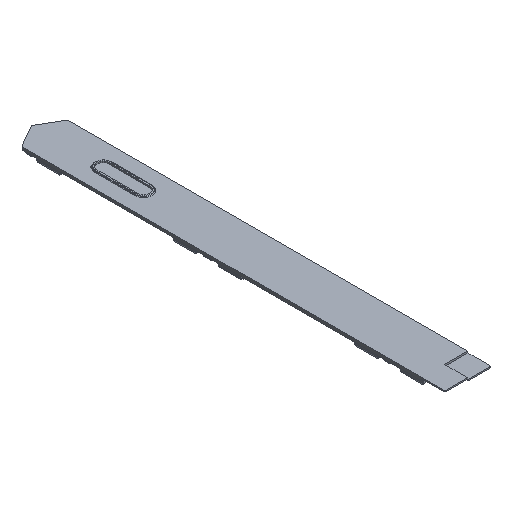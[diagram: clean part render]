
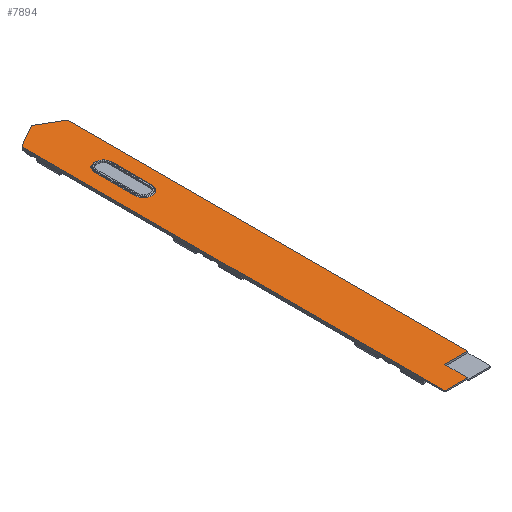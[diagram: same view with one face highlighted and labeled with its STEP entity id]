
A CAD part, isometric view. The second image highlights one B-rep face of the part: STEP entity #7894.
In plain terms, the highlighted planar face has unit normal (0, 0, 1).
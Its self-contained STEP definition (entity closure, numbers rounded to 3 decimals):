
#1 = CARTESIAN_POINT ( 'NONE',  ( 29.908, -68.108, 0.45 ) ) ;
#46 = DIRECTION ( 'NONE',  ( 0., 0., -1. ) ) ;
#181 = ORIENTED_EDGE ( 'NONE', *, *, #2969, .T. ) ;
#229 = DIRECTION ( 'NONE',  ( 0., -1., 0. ) ) ;
#510 = CIRCLE ( 'NONE', #12712, 3.054 ) ;
#832 = DIRECTION ( 'NONE',  ( 0., -1., 0. ) ) ;
#842 = VERTEX_POINT ( 'NONE', #10587 ) ;
#1199 = CARTESIAN_POINT ( 'NONE',  ( 21.783, -78.344, 0.45 ) ) ;
#1257 = DIRECTION ( 'NONE',  ( 0., -1., 0. ) ) ;
#1278 = CARTESIAN_POINT ( 'NONE',  ( 29.908, -68.108, 0.45 ) ) ;
#1355 = LINE ( 'NONE', #2299, #6706 ) ;
#1397 = CARTESIAN_POINT ( 'NONE',  ( 24.936, 37.011, 0.45 ) ) ;
#1464 = VERTEX_POINT ( 'NONE', #11907 ) ;
#1526 = CIRCLE ( 'NONE', #3775, 0.5 ) ;
#1555 = CIRCLE ( 'NONE', #5440, 3.054 ) ;
#1777 = VERTEX_POINT ( 'NONE', #5591 ) ;
#1857 = CARTESIAN_POINT ( 'NONE',  ( 29.908, -76.108, 0.45 ) ) ;
#1964 = CARTESIAN_POINT ( 'NONE',  ( 21.883, 75.581, 0.45 ) ) ;
#1993 = CIRCLE ( 'NONE', #12510, 3.054 ) ;
#2216 = VERTEX_POINT ( 'NONE', #9120 ) ;
#2290 = VECTOR ( 'NONE', #12571, 1000. ) ;
#2299 = CARTESIAN_POINT ( 'NONE',  ( 18.829, -72.108, 0.45 ) ) ;
#2356 = CIRCLE ( 'NONE', #3155, 0.5 ) ;
#2358 = DIRECTION ( 'NONE',  ( 0., -1., 0. ) ) ;
#2364 = DIRECTION ( 'NONE',  ( -1., 0., 0. ) ) ;
#2387 = ORIENTED_EDGE ( 'NONE', *, *, #3467, .T. ) ;
#2562 = CARTESIAN_POINT ( 'NONE',  ( 29.908, 71.236, 0.45 ) ) ;
#2718 = VERTEX_POINT ( 'NONE', #5197 ) ;
#2775 = VECTOR ( 'NONE', #14281, 1000. ) ;
#2909 = DIRECTION ( 'NONE',  ( 0., 0., -1. ) ) ;
#2969 = EDGE_CURVE ( 'NONE', #11454, #8072, #8658, .T. ) ;
#3013 = EDGE_CURVE ( 'NONE', #2718, #3052, #1993, .T. ) ;
#3052 = VERTEX_POINT ( 'NONE', #5429 ) ;
#3107 = DIRECTION ( 'NONE',  ( 0., -1., 0. ) ) ;
#3155 = AXIS2_PLACEMENT_3D ( 'NONE', #1964, #14834, #7850 ) ;
#3202 = PLANE ( 'NONE',  #5293 ) ;
#3245 = ORIENTED_EDGE ( 'NONE', *, *, #9930, .T. ) ;
#3467 = EDGE_CURVE ( 'NONE', #1777, #2216, #510, .T. ) ;
#3714 = VERTEX_POINT ( 'NONE', #1397 ) ;
#3764 = CIRCLE ( 'NONE', #4828, 0.5 ) ;
#3775 = AXIS2_PLACEMENT_3D ( 'NONE', #7055, #5980, #2358 ) ;
#3848 = VERTEX_POINT ( 'NONE', #14771 ) ;
#3865 = LINE ( 'NONE', #1199, #9784 ) ;
#3879 = ORIENTED_EDGE ( 'NONE', *, *, #13510, .T. ) ;
#4011 = ORIENTED_EDGE ( 'NONE', *, *, #6618, .T. ) ;
#4071 = LINE ( 'NONE', #10685, #2775 ) ;
#4113 = ORIENTED_EDGE ( 'NONE', *, *, #6419, .T. ) ;
#4114 = ORIENTED_EDGE ( 'NONE', *, *, #9837, .F. ) ;
#4118 = CIRCLE ( 'NONE', #12098, 0.5 ) ;
#4282 = CARTESIAN_POINT ( 'NONE',  ( 29.658, 71.669, 0.45 ) ) ;
#4510 = DIRECTION ( 'NONE',  ( 0., 0., -1. ) ) ;
#4557 = VERTEX_POINT ( 'NONE', #6680 ) ;
#4565 = CARTESIAN_POINT ( 'NONE',  ( 24.936, -72.108, 0.45 ) ) ;
#4764 = VECTOR ( 'NONE', #10354, 1000. ) ;
#4816 = EDGE_CURVE ( 'NONE', #8192, #3848, #8400, .T. ) ;
#4828 = AXIS2_PLACEMENT_3D ( 'NONE', #5898, #46, #7174 ) ;
#4982 = ORIENTED_EDGE ( 'NONE', *, *, #10993, .F. ) ;
#5197 = CARTESIAN_POINT ( 'NONE',  ( 18.829, 51.101, 0.45 ) ) ;
#5293 = AXIS2_PLACEMENT_3D ( 'NONE', #14816, #11452, #12634 ) ;
#5429 = CARTESIAN_POINT ( 'NONE',  ( 24.936, 51.101, 0.45 ) ) ;
#5440 = AXIS2_PLACEMENT_3D ( 'NONE', #6506, #2909, #7487 ) ;
#5591 = CARTESIAN_POINT ( 'NONE',  ( 21.883, 33.957, 0.45 ) ) ;
#5631 = EDGE_CURVE ( 'NONE', #14360, #15199, #3764, .T. ) ;
#5697 = CIRCLE ( 'NONE', #10478, 0.5 ) ;
#5898 = CARTESIAN_POINT ( 'NONE',  ( 14.358, 71.236, 0.45 ) ) ;
#5938 = FACE_OUTER_BOUND ( 'NONE', #8073, .T. ) ;
#5980 = DIRECTION ( 'NONE',  ( 0., 0., 1. ) ) ;
#6020 = CARTESIAN_POINT ( 'NONE',  ( 13.858, 71.525, 0.45 ) ) ;
#6185 = CARTESIAN_POINT ( 'NONE',  ( 14.358, -76.108, 0.45 ) ) ;
#6222 = ORIENTED_EDGE ( 'NONE', *, *, #4816, .T. ) ;
#6419 = EDGE_CURVE ( 'NONE', #8072, #14513, #4118, .T. ) ;
#6506 = CARTESIAN_POINT ( 'NONE',  ( 21.883, 37.011, 0.45 ) ) ;
#6608 = DIRECTION ( 'NONE',  ( 0., 0., -1. ) ) ;
#6618 = EDGE_CURVE ( 'NONE', #842, #15199, #14259, .T. ) ;
#6680 = CARTESIAN_POINT ( 'NONE',  ( 21.783, -68.108, 0.45 ) ) ;
#6706 = VECTOR ( 'NONE', #10584, 1000. ) ;
#6978 = VECTOR ( 'NONE', #229, 1000. ) ;
#7055 = CARTESIAN_POINT ( 'NONE',  ( 21.883, 75.581, 0.45 ) ) ;
#7174 = DIRECTION ( 'NONE',  ( 0., -1., 0. ) ) ;
#7487 = DIRECTION ( 'NONE',  ( 0., -1., 0. ) ) ;
#7753 = ORIENTED_EDGE ( 'NONE', *, *, #10170, .T. ) ;
#7756 = EDGE_LOOP ( 'NONE', ( #14159, #8798, #2387, #3879, #12254 ) ) ;
#7850 = DIRECTION ( 'NONE',  ( 0., -1., 0. ) ) ;
#7894 = ADVANCED_FACE ( 'NONE', ( #12766, #5938 ), #3202, .T. ) ;
#7962 = CARTESIAN_POINT ( 'NONE',  ( 21.883, 37.011, 0.45 ) ) ;
#8072 = VERTEX_POINT ( 'NONE', #2562 ) ;
#8073 = EDGE_LOOP ( 'NONE', ( #15222, #3245, #11661, #6222, #4114, #4982, #181, #4113, #13960, #9442, #7753, #4011 ) ) ;
#8176 = EDGE_CURVE ( 'NONE', #14513, #12684, #4071, .T. ) ;
#8192 = VERTEX_POINT ( 'NONE', #6185 ) ;
#8400 = LINE ( 'NONE', #13834, #2290 ) ;
#8658 = LINE ( 'NONE', #1857, #9589 ) ;
#8691 = CARTESIAN_POINT ( 'NONE',  ( 22.133, 76.014, 0.45 ) ) ;
#8798 = ORIENTED_EDGE ( 'NONE', *, *, #12689, .T. ) ;
#9120 = CARTESIAN_POINT ( 'NONE',  ( 18.829, 37.011, 0.45 ) ) ;
#9442 = ORIENTED_EDGE ( 'NONE', *, *, #13601, .T. ) ;
#9589 = VECTOR ( 'NONE', #10133, 1000. ) ;
#9784 = VECTOR ( 'NONE', #1257, 1000. ) ;
#9837 = EDGE_CURVE ( 'NONE', #4557, #3848, #3865, .T. ) ;
#9930 = EDGE_CURVE ( 'NONE', #14360, #1464, #11414, .T. ) ;
#9995 = LINE ( 'NONE', #4565, #4764 ) ;
#10133 = DIRECTION ( 'NONE',  ( 0., 1., 0. ) ) ;
#10170 = EDGE_CURVE ( 'NONE', #15067, #842, #2356, .T. ) ;
#10185 = CARTESIAN_POINT ( 'NONE',  ( 21.883, 51.101, 0.45 ) ) ;
#10211 = EDGE_CURVE ( 'NONE', #1464, #8192, #5697, .T. ) ;
#10354 = DIRECTION ( 'NONE',  ( 0., -1., 0. ) ) ;
#10478 = AXIS2_PLACEMENT_3D ( 'NONE', #11320, #11476, #832 ) ;
#10584 = DIRECTION ( 'NONE',  ( 0., 1., 0. ) ) ;
#10587 = CARTESIAN_POINT ( 'NONE',  ( 21.633, 76.014, 0.45 ) ) ;
#10680 = CARTESIAN_POINT ( 'NONE',  ( 21.883, 76.158, 0.45 ) ) ;
#10685 = CARTESIAN_POINT ( 'NONE',  ( 29.908, 71.525, 0.45 ) ) ;
#10993 = EDGE_CURVE ( 'NONE', #11454, #4557, #14738, .T. ) ;
#11320 = CARTESIAN_POINT ( 'NONE',  ( 14.358, -75.608, 0.45 ) ) ;
#11414 = LINE ( 'NONE', #6020, #6978 ) ;
#11452 = DIRECTION ( 'NONE',  ( 0., 0., 1. ) ) ;
#11454 = VERTEX_POINT ( 'NONE', #1 ) ;
#11476 = DIRECTION ( 'NONE',  ( 0., 0., 1. ) ) ;
#11502 = DIRECTION ( 'NONE',  ( 0., -1., 0. ) ) ;
#11647 = DIRECTION ( 'NONE',  ( 0., 0., 1. ) ) ;
#11661 = ORIENTED_EDGE ( 'NONE', *, *, #10211, .T. ) ;
#11907 = CARTESIAN_POINT ( 'NONE',  ( 13.858, -75.608, 0.45 ) ) ;
#12098 = AXIS2_PLACEMENT_3D ( 'NONE', #13934, #11647, #11502 ) ;
#12254 = ORIENTED_EDGE ( 'NONE', *, *, #3013, .T. ) ;
#12510 = AXIS2_PLACEMENT_3D ( 'NONE', #10185, #6608, #3107 ) ;
#12571 = DIRECTION ( 'NONE',  ( 1., 0., 0. ) ) ;
#12634 = DIRECTION ( 'NONE',  ( 0., -1., 0. ) ) ;
#12684 = VERTEX_POINT ( 'NONE', #8691 ) ;
#12689 = EDGE_CURVE ( 'NONE', #3714, #1777, #1555, .T. ) ;
#12712 = AXIS2_PLACEMENT_3D ( 'NONE', #7962, #4510, #12817 ) ;
#12766 = FACE_BOUND ( 'NONE', #7756, .T. ) ;
#12817 = DIRECTION ( 'NONE',  ( 0., -1., 0. ) ) ;
#13048 = DIRECTION ( 'NONE',  ( -0.866, -0.5, 0. ) ) ;
#13510 = EDGE_CURVE ( 'NONE', #2216, #2718, #1355, .T. ) ;
#13601 = EDGE_CURVE ( 'NONE', #12684, #15067, #1526, .T. ) ;
#13834 = CARTESIAN_POINT ( 'NONE',  ( 13.858, -76.108, 0.45 ) ) ;
#13934 = CARTESIAN_POINT ( 'NONE',  ( 29.408, 71.236, 0.45 ) ) ;
#13960 = ORIENTED_EDGE ( 'NONE', *, *, #8176, .T. ) ;
#14066 = VECTOR ( 'NONE', #13048, 1000. ) ;
#14159 = ORIENTED_EDGE ( 'NONE', *, *, #15125, .T. ) ;
#14259 = LINE ( 'NONE', #10680, #14066 ) ;
#14281 = DIRECTION ( 'NONE',  ( -0.866, 0.5, 0. ) ) ;
#14319 = CARTESIAN_POINT ( 'NONE',  ( 14.108, 71.669, 0.45 ) ) ;
#14360 = VERTEX_POINT ( 'NONE', #14713 ) ;
#14513 = VERTEX_POINT ( 'NONE', #4282 ) ;
#14713 = CARTESIAN_POINT ( 'NONE',  ( 13.858, 71.236, 0.45 ) ) ;
#14738 = LINE ( 'NONE', #1278, #15107 ) ;
#14771 = CARTESIAN_POINT ( 'NONE',  ( 21.783, -76.108, 0.45 ) ) ;
#14816 = CARTESIAN_POINT ( 'NONE',  ( 21.883, -72.108, 0.45 ) ) ;
#14834 = DIRECTION ( 'NONE',  ( 0., 0., 1. ) ) ;
#14943 = CARTESIAN_POINT ( 'NONE',  ( 21.883, 76.081, 0.45 ) ) ;
#15067 = VERTEX_POINT ( 'NONE', #14943 ) ;
#15107 = VECTOR ( 'NONE', #2364, 1000. ) ;
#15125 = EDGE_CURVE ( 'NONE', #3052, #3714, #9995, .T. ) ;
#15199 = VERTEX_POINT ( 'NONE', #14319 ) ;
#15222 = ORIENTED_EDGE ( 'NONE', *, *, #5631, .F. ) ;
